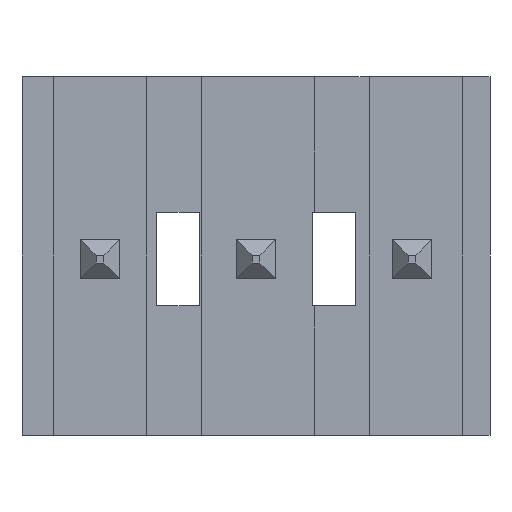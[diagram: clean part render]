
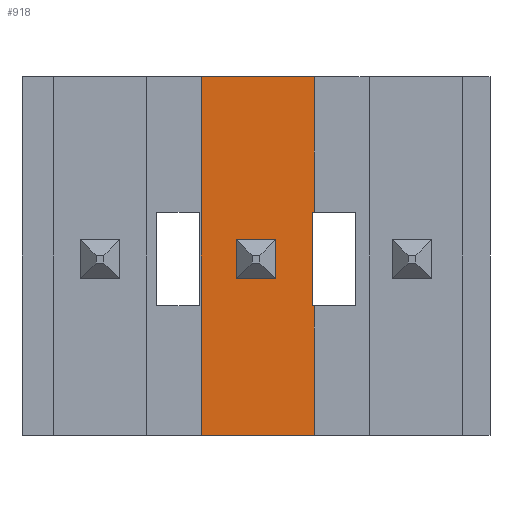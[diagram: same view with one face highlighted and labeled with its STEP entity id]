
A CAD part, front view. The second image highlights one B-rep face of the part: STEP entity #918.
In plain terms, the highlighted planar face has unit normal (0, -1, 0).
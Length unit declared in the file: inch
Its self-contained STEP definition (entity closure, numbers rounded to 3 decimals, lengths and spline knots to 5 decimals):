
#12 = VERTEX_POINT ( 'NONE', #1666 ) ;
#18 = VECTOR ( 'NONE', #1087, 39.37008 ) ;
#24 = LINE ( 'NONE', #1838, #1351 ) ;
#104 = EDGE_CURVE ( 'NONE', #12, #462, #2425, .T. ) ;
#218 = EDGE_CURVE ( 'NONE', #1778, #12, #1170, .T. ) ;
#273 = VECTOR ( 'NONE', #2056, 39.37008 ) ;
#299 = VERTEX_POINT ( 'NONE', #2097 ) ;
#412 = LINE ( 'NONE', #1461, #273 ) ;
#442 = LINE ( 'NONE', #1265, #2613 ) ;
#462 = VERTEX_POINT ( 'NONE', #1488 ) ;
#490 = CARTESIAN_POINT ( 'NONE',  ( -0.035, 0.165, -0.343 ) ) ;
#603 = LINE ( 'NONE', #1836, #2162 ) ;
#651 = CARTESIAN_POINT ( 'NONE',  ( 0., 0.165, 0.0125 ) ) ;
#652 = LINE ( 'NONE', #2699, #1354 ) ;
#669 = VERTEX_POINT ( 'NONE', #1664 ) ;
#687 = EDGE_CURVE ( 'NONE', #1822, #2677, #412, .T. ) ;
#698 = EDGE_CURVE ( 'NONE', #462, #2594, #652, .T. ) ;
#728 = LINE ( 'NONE', #729, #1531 ) ;
#729 = CARTESIAN_POINT ( 'NONE',  ( 0., 0.165, -0.113 ) ) ;
#800 = EDGE_CURVE ( 'NONE', #1759, #1670, #442, .T. ) ;
#823 = VECTOR ( 'NONE', #1676, 39.37008 ) ;
#879 = FACE_OUTER_BOUND ( 'NONE', #1964, .T. ) ;
#896 = PLANE ( 'NONE',  #1163 ) ;
#918 = ADVANCED_FACE ( 'NONE', ( #2534, #879 ), #896, .T. ) ;
#954 = EDGE_CURVE ( 'NONE', #2594, #1778, #1474, .T. ) ;
#985 = EDGE_CURVE ( 'NONE', #1125, #1670, #1667, .T. ) ;
#1006 = EDGE_CURVE ( 'NONE', #1125, #299, #728, .T. ) ;
#1028 = DIRECTION ( 'NONE',  ( 0., 0., 1. ) ) ;
#1030 = DIRECTION ( 'NONE',  ( 1., 0., 0. ) ) ;
#1087 = DIRECTION ( 'NONE',  ( 1., 0., 0. ) ) ;
#1122 = DIRECTION ( 'NONE',  ( 0., -1., 0. ) ) ;
#1125 = VERTEX_POINT ( 'NONE', #2465 ) ;
#1163 = AXIS2_PLACEMENT_3D ( 'NONE', #490, #1122, #2183 ) ;
#1170 = LINE ( 'NONE', #2740, #823 ) ;
#1183 = CARTESIAN_POINT ( 'NONE',  ( 0.0375, 0.165, -0.343 ) ) ;
#1185 = LINE ( 'NONE', #2329, #18 ) ;
#1265 = CARTESIAN_POINT ( 'NONE',  ( 0., 0.165, -0.03 ) ) ;
#1340 = CARTESIAN_POINT ( 'NONE',  ( 0.0375, 0.165, 0.117 ) ) ;
#1351 = VECTOR ( 'NONE', #2044, 39.37008 ) ;
#1354 = VECTOR ( 'NONE', #1429, 39.37008 ) ;
#1408 = CARTESIAN_POINT ( 'NONE',  ( 0.03625, 0.165, -0.03 ) ) ;
#1429 = DIRECTION ( 'NONE',  ( 0., 0., -1. ) ) ;
#1461 = CARTESIAN_POINT ( 'NONE',  ( 0.0375, 0.165, -0.343 ) ) ;
#1473 = CARTESIAN_POINT ( 'NONE',  ( 0.0375, 0.165, -0.03 ) ) ;
#1474 = LINE ( 'NONE', #1796, #1768 ) ;
#1480 = ORIENTED_EDGE ( 'NONE', *, *, #2318, .T. ) ;
#1488 = CARTESIAN_POINT ( 'NONE',  ( -0.0125, 0.165, 0.0125 ) ) ;
#1504 = CARTESIAN_POINT ( 'NONE',  ( -0.0125, 0.165, -0.0125 ) ) ;
#1505 = DIRECTION ( 'NONE',  ( -1., 0., 0. ) ) ;
#1530 = ORIENTED_EDGE ( 'NONE', *, *, #985, .T. ) ;
#1531 = VECTOR ( 'NONE', #2215, 39.37008 ) ;
#1563 = ORIENTED_EDGE ( 'NONE', *, *, #1006, .F. ) ;
#1609 = EDGE_CURVE ( 'NONE', #1759, #2011, #24, .T. ) ;
#1664 = CARTESIAN_POINT ( 'NONE',  ( -0.035, 0.165, 0.117 ) ) ;
#1666 = CARTESIAN_POINT ( 'NONE',  ( 0.0125, 0.165, 0.0125 ) ) ;
#1667 = LINE ( 'NONE', #1183, #2454 ) ;
#1670 = VERTEX_POINT ( 'NONE', #1473 ) ;
#1676 = DIRECTION ( 'NONE',  ( 0., 0., 1. ) ) ;
#1727 = ORIENTED_EDGE ( 'NONE', *, *, #1609, .T. ) ;
#1755 = VECTOR ( 'NONE', #1505, 39.37008 ) ;
#1759 = VERTEX_POINT ( 'NONE', #1408 ) ;
#1768 = VECTOR ( 'NONE', #1806, 39.37008 ) ;
#1778 = VERTEX_POINT ( 'NONE', #2540 ) ;
#1780 = ORIENTED_EDGE ( 'NONE', *, *, #104, .F. ) ;
#1796 = CARTESIAN_POINT ( 'NONE',  ( 0., 0.165, -0.0125 ) ) ;
#1806 = DIRECTION ( 'NONE',  ( 1., 0., 0. ) ) ;
#1822 = VERTEX_POINT ( 'NONE', #1903 ) ;
#1836 = CARTESIAN_POINT ( 'NONE',  ( -0.035, 0.165, -0.343 ) ) ;
#1838 = CARTESIAN_POINT ( 'NONE',  ( 0.03625, 0.165, 0. ) ) ;
#1841 = LINE ( 'NONE', #2492, #1905 ) ;
#1903 = CARTESIAN_POINT ( 'NONE',  ( 0.0375, 0.165, 0.03 ) ) ;
#1905 = VECTOR ( 'NONE', #1030, 39.37008 ) ;
#1964 = EDGE_LOOP ( 'NONE', ( #1530, #2127, #1727, #1480, #2251, #2126, #2358, #1563 ) ) ;
#2011 = VERTEX_POINT ( 'NONE', #2378 ) ;
#2015 = DIRECTION ( 'NONE',  ( 0., 0., 1. ) ) ;
#2021 = EDGE_CURVE ( 'NONE', #299, #669, #603, .T. ) ;
#2044 = DIRECTION ( 'NONE',  ( 0., 0., 1. ) ) ;
#2056 = DIRECTION ( 'NONE',  ( 0., 0., 1. ) ) ;
#2097 = CARTESIAN_POINT ( 'NONE',  ( -0.035, 0.165, -0.113 ) ) ;
#2126 = ORIENTED_EDGE ( 'NONE', *, *, #2592, .F. ) ;
#2127 = ORIENTED_EDGE ( 'NONE', *, *, #800, .F. ) ;
#2141 = DIRECTION ( 'NONE',  ( 1., 0., 0. ) ) ;
#2162 = VECTOR ( 'NONE', #1028, 39.37008 ) ;
#2183 = DIRECTION ( 'NONE',  ( 0., 0., -1. ) ) ;
#2215 = DIRECTION ( 'NONE',  ( -1., 0., 0. ) ) ;
#2251 = ORIENTED_EDGE ( 'NONE', *, *, #687, .T. ) ;
#2273 = EDGE_LOOP ( 'NONE', ( #1780, #2307, #2619, #2433 ) ) ;
#2307 = ORIENTED_EDGE ( 'NONE', *, *, #218, .F. ) ;
#2318 = EDGE_CURVE ( 'NONE', #2011, #1822, #1841, .T. ) ;
#2329 = CARTESIAN_POINT ( 'NONE',  ( -0.035, 0.165, 0.117 ) ) ;
#2358 = ORIENTED_EDGE ( 'NONE', *, *, #2021, .F. ) ;
#2378 = CARTESIAN_POINT ( 'NONE',  ( 0.03625, 0.165, 0.03 ) ) ;
#2425 = LINE ( 'NONE', #651, #1755 ) ;
#2433 = ORIENTED_EDGE ( 'NONE', *, *, #698, .F. ) ;
#2454 = VECTOR ( 'NONE', #2015, 39.37008 ) ;
#2465 = CARTESIAN_POINT ( 'NONE',  ( 0.0375, 0.165, -0.113 ) ) ;
#2492 = CARTESIAN_POINT ( 'NONE',  ( 0., 0.165, 0.03 ) ) ;
#2534 = FACE_BOUND ( 'NONE', #2273, .T. ) ;
#2540 = CARTESIAN_POINT ( 'NONE',  ( 0.0125, 0.165, -0.0125 ) ) ;
#2592 = EDGE_CURVE ( 'NONE', #669, #2677, #1185, .T. ) ;
#2594 = VERTEX_POINT ( 'NONE', #1504 ) ;
#2613 = VECTOR ( 'NONE', #2141, 39.37008 ) ;
#2619 = ORIENTED_EDGE ( 'NONE', *, *, #954, .F. ) ;
#2677 = VERTEX_POINT ( 'NONE', #1340 ) ;
#2699 = CARTESIAN_POINT ( 'NONE',  ( -0.0125, 0.165, 0. ) ) ;
#2740 = CARTESIAN_POINT ( 'NONE',  ( 0.0125, 0.165, 0. ) ) ;
